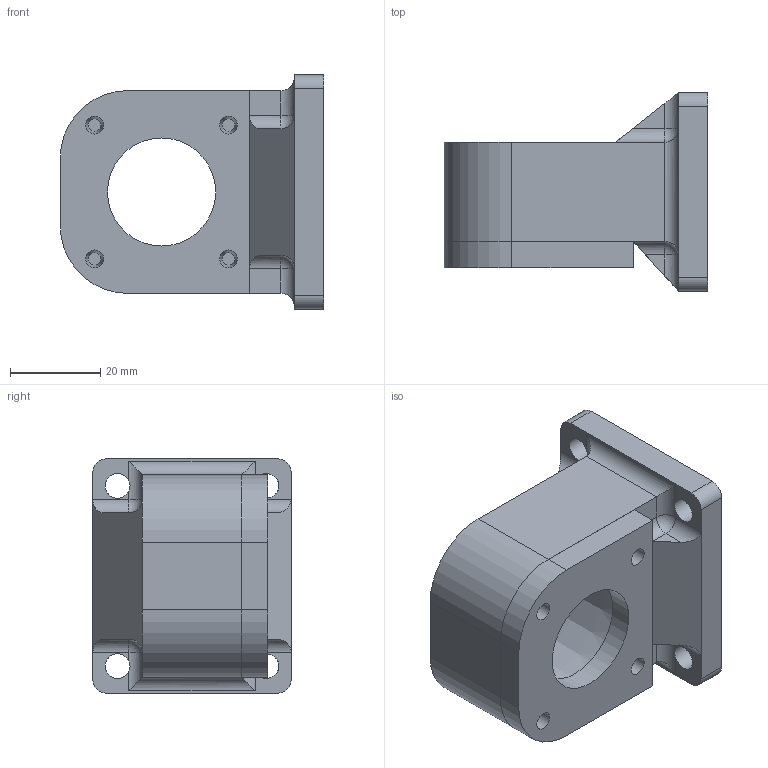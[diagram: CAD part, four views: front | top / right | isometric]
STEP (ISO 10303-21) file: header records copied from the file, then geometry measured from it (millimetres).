
FILE_DESCRIPTION(/* description */ (''),/* implementation_level */ '2;1');
FILE_NAME(/* name */ 'Y axis ball screw holder.step',/* time_stamp */ '2021-07-01T06:36:34+02:00',/* author */ (''),/* organization */ (''),/* preprocessor_version */ 'ST-DEVELOPER v18.1',/* originating_system */ 'Autodesk Translation Framework v10.9.0.1377',/* authorisation */ '');
FILE_SCHEMA (('AUTOMOTIVE_DESIGN { 1 0 10303 214 3 1 1 }'));
Length unit declared in the file: millimetre
Products named in the file (1): ballscrew holder
Bounding box: 58.5 x 44 x 52 mm (x, y, z)
Volume: 56779.2 mm3; surface area: 17690.8 mm2
Topology: 2 solids, 2 shells, 76 faces, 186 edges, 116 vertices
Faces by surface type: cylinder 37, plane 30, cone 5, sphere 4
Full cylindrical faces by diameter (mm): 2.8 x4, 4 x4, 5.5 x4, 24 x1, 29 x1, 33.5 x1
Entity records: 2325 total; most frequent: DIRECTION 412, CARTESIAN_POINT 401, ORIENTED_EDGE 372, EDGE_CURVE 186, AXIS2_PLACEMENT_3D 155, VERTEX_POINT 116, LINE 102, VECTOR 102
